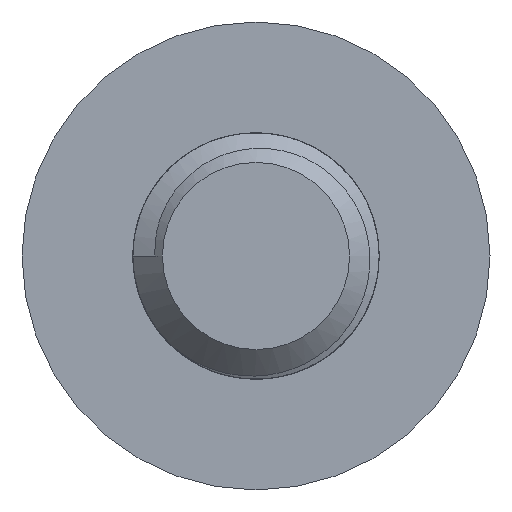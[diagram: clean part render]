
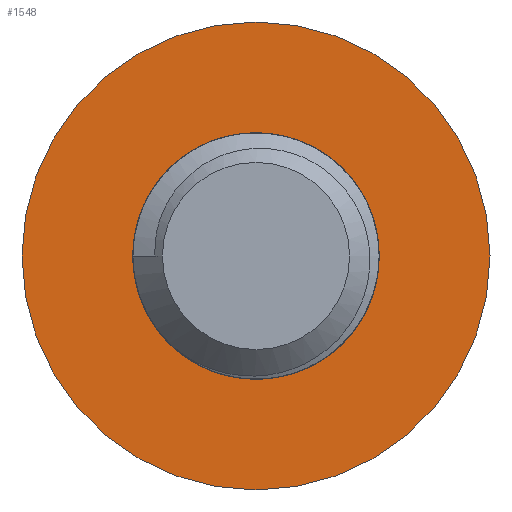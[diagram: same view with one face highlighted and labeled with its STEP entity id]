
A CAD part, left-side view. The second image highlights one B-rep face of the part: STEP entity #1548.
In plain terms, the highlighted face is planar.
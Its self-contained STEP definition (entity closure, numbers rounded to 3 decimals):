
#23=PLANE('',#1664);
#35=FACE_BOUND('',#282,.T.);
#44=CIRCLE('',#1616,2.5);
#47=CIRCLE('',#1650,4.75);
#56=CIRCLE('',#1665,2.5);
#190=FACE_OUTER_BOUND('',#281,.T.);
#281=EDGE_LOOP('',(#1215));
#282=EDGE_LOOP('',(#1216,#1217));
#619=VERTEX_POINT('',#3216);
#620=VERTEX_POINT('',#3253);
#682=VERTEX_POINT('',#5509);
#803=EDGE_CURVE('',#619,#620,#44,.T.);
#896=EDGE_CURVE('',#682,#682,#47,.T.);
#910=EDGE_CURVE('',#620,#619,#56,.T.);
#1215=ORIENTED_EDGE('',*,*,#896,.F.);
#1216=ORIENTED_EDGE('',*,*,#803,.F.);
#1217=ORIENTED_EDGE('',*,*,#910,.F.);
#1548=ADVANCED_FACE('',(#190,#35),#23,.F.);
#1616=AXIS2_PLACEMENT_3D('',#3254,#1791,#1792);
#1650=AXIS2_PLACEMENT_3D('',#5511,#1889,#1890);
#1664=AXIS2_PLACEMENT_3D('',#5612,#1919,#1920);
#1665=AXIS2_PLACEMENT_3D('',#5613,#1921,#1922);
#1791=DIRECTION('center_axis',(0.,0.,-1.));
#1792=DIRECTION('ref_axis',(1.,0.,0.));
#1889=DIRECTION('center_axis',(0.,0.,1.));
#1890=DIRECTION('ref_axis',(1.,0.,0.));
#1919=DIRECTION('center_axis',(0.,0.,1.));
#1920=DIRECTION('ref_axis',(1.,0.,0.));
#1921=DIRECTION('center_axis',(0.,0.,-1.));
#1922=DIRECTION('ref_axis',(1.,0.,0.));
#3216=CARTESIAN_POINT('',(0.,-2.5,-2.75));
#3253=CARTESIAN_POINT('',(-1.768,-1.768,-2.75));
#3254=CARTESIAN_POINT('Origin',(0.,0.,-2.75));
#5509=CARTESIAN_POINT('',(-4.75,0.,-2.75));
#5511=CARTESIAN_POINT('Origin',(0.,0.,-2.75));
#5612=CARTESIAN_POINT('Origin',(0.,-4.75,-2.75));
#5613=CARTESIAN_POINT('Origin',(0.,0.,-2.75));
